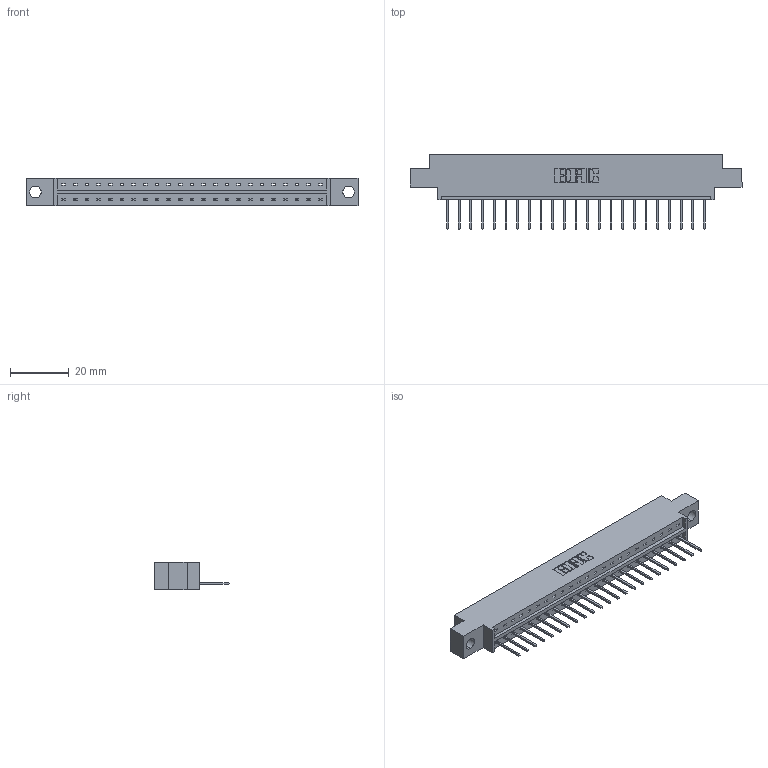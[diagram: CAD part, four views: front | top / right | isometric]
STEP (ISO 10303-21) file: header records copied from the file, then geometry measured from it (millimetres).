
FILE_DESCRIPTION (( 'STEP AP203' ), '1' );
FILE_NAME ('333-023-523-604.STEP', '2018-08-02T03:21:57', ( '' ), ( '' ), 'SwSTEP 2.0', 'SolidWorks 2016', '' );
FILE_SCHEMA (( 'CONFIG_CONTROL_DESIGN' ));
Length unit declared in the file: inch
Products named in the file (3): 333 Part_Offset - .156 Dia - TH; 345-292-001_345-293-123; 333-023-523-604
Assembly tree (24 placements, depth 2):
  333-023-523-604
    333 Part_Offset - .156 Dia - TH
    345-292-001_345-293-123  x23
Bounding box: 112.67 x 25.15 x 9.4 mm (x, y, z)
Volume: 10850.3 mm3; surface area: 11632.4 mm2
Topology: 24 solids, 24 shells, 1452 faces, 4371 edges, 2882 vertices
Faces by surface type: plane 1040, cylinder 412
Entity records: 16671 total; most frequent: CARTESIAN_POINT 2887, ORIENTED_EDGE 2846, DIRECTION 2473, EDGE_CURVE 1423, LINE 1295, VECTOR 1295, VERTEX_POINT 946, AXIS2_PLACEMENT_3D 589
